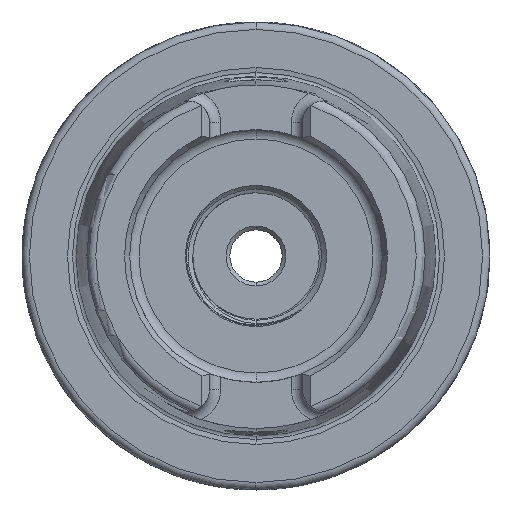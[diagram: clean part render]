
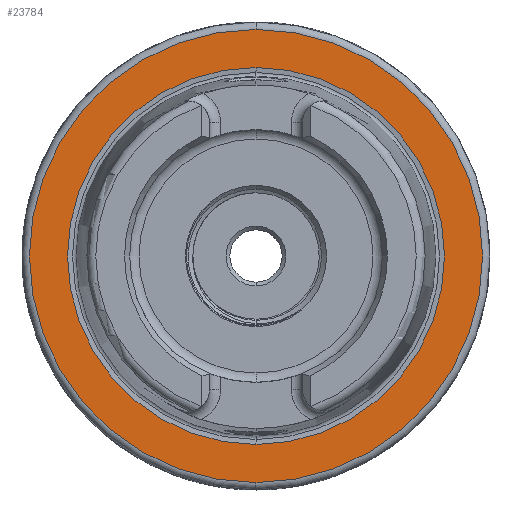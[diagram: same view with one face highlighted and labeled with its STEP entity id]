
A CAD part, left-side view. The second image highlights one B-rep face of the part: STEP entity #23784.
In plain terms, the highlighted planar face has unit normal (-1, 0, 0).
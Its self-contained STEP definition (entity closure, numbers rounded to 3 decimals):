
#63 = VERTEX_POINT ( 'NONE', #16856 ) ;
#83 = VERTEX_POINT ( 'NONE', #16857 ) ;
#96 = VERTEX_POINT ( 'NONE', #16830 ) ;
#349 = EDGE_LOOP ( 'NONE', ( #29642, #29633 ) ) ;
#351 = EDGE_LOOP ( 'NONE', ( #29638, #29639 ) ) ;
#1926 = CARTESIAN_POINT ( 'NONE',  ( 0., 0., 0. ) ) ;
#1957 = DIRECTION ( 'NONE',  ( 1., 0., 0. ) ) ;
#1968 = DIRECTION ( 'NONE',  ( 0., 0., -1. ) ) ;
#2293 = DIRECTION ( 'NONE',  ( 0., 0., 1. ) ) ;
#2312 = DIRECTION ( 'NONE',  ( -1., 0., 0. ) ) ;
#2322 = PLANE ( 'NONE',  #11278 ) ;
#2366 = CARTESIAN_POINT ( 'NONE',  ( 0., 25.369, 0. ) ) ;
#3673 = CIRCLE ( 'NONE', #22261, 30.5 ) ;
#3697 = CIRCLE ( 'NONE', #22252, 25.369 ) ;
#4316 = FACE_BOUND ( 'NONE', #351, .T. ) ;
#4351 = FACE_OUTER_BOUND ( 'NONE', #349, .T. ) ;
#8133 = DIRECTION ( 'NONE',  ( 0., 0., 1. ) ) ;
#8135 = DIRECTION ( 'NONE',  ( -1., 0., 0. ) ) ;
#8170 = CARTESIAN_POINT ( 'NONE',  ( 0., 0., 0. ) ) ;
#11278 = AXIS2_PLACEMENT_3D ( 'NONE', #2366, #2312, #2293 ) ;
#14415 = DIRECTION ( 'NONE',  ( -1., 0., 0. ) ) ;
#14423 = CARTESIAN_POINT ( 'NONE',  ( 0., 0., 0. ) ) ;
#14449 = DIRECTION ( 'NONE',  ( 0., 0., 1. ) ) ;
#14557 = DIRECTION ( 'NONE',  ( 1., 0., 0. ) ) ;
#14580 = CARTESIAN_POINT ( 'NONE',  ( 0., 0., 0. ) ) ;
#14604 = DIRECTION ( 'NONE',  ( 0., 0., -1. ) ) ;
#16830 = CARTESIAN_POINT ( 'NONE',  ( 0., 0., 30.5 ) ) ;
#16856 = CARTESIAN_POINT ( 'NONE',  ( 0., 0., -25.369 ) ) ;
#16857 = CARTESIAN_POINT ( 'NONE',  ( 0., 0., -30.5 ) ) ;
#17344 = CARTESIAN_POINT ( 'NONE',  ( 0., 0., 25.369 ) ) ;
#20034 = CIRCLE ( 'NONE', #22914, 25.369 ) ;
#20077 = CIRCLE ( 'NONE', #22908, 30.5 ) ;
#21667 = VERTEX_POINT ( 'NONE', #17344 ) ;
#22252 = AXIS2_PLACEMENT_3D ( 'NONE', #14580, #14557, #14604 ) ;
#22261 = AXIS2_PLACEMENT_3D ( 'NONE', #14423, #14415, #14449 ) ;
#22522 = EDGE_CURVE ( 'NONE', #63, #21667, #20034, .T. ) ;
#22568 = EDGE_CURVE ( 'NONE', #83, #96, #20077, .T. ) ;
#22908 = AXIS2_PLACEMENT_3D ( 'NONE', #8170, #8135, #8133 ) ;
#22914 = AXIS2_PLACEMENT_3D ( 'NONE', #1926, #1957, #1968 ) ;
#23251 = EDGE_CURVE ( 'NONE', #96, #83, #3673, .T. ) ;
#23270 = EDGE_CURVE ( 'NONE', #21667, #63, #3697, .T. ) ;
#23784 = ADVANCED_FACE ( 'NONE', ( #4351, #4316 ), #2322, .T. ) ;
#29633 = ORIENTED_EDGE ( 'NONE', *, *, #22568, .T. ) ;
#29638 = ORIENTED_EDGE ( 'NONE', *, *, #23270, .T. ) ;
#29639 = ORIENTED_EDGE ( 'NONE', *, *, #22522, .T. ) ;
#29642 = ORIENTED_EDGE ( 'NONE', *, *, #23251, .T. ) ;
